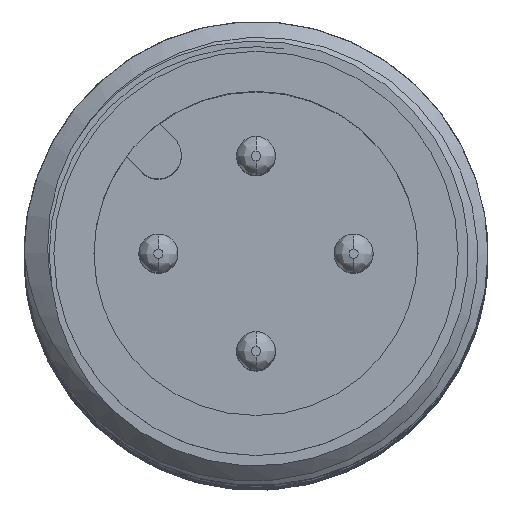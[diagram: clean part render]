
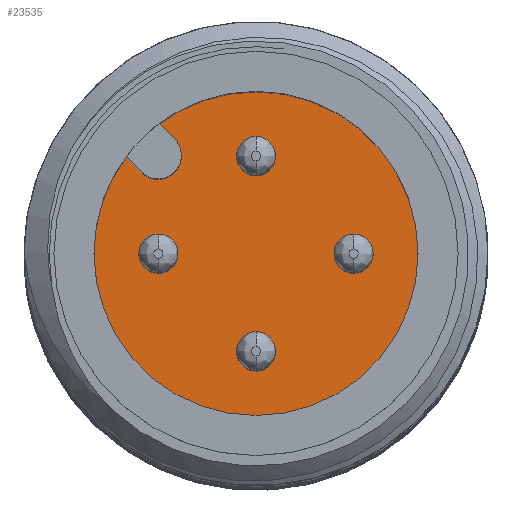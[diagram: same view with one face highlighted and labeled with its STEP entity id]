
A CAD part, top view. The second image highlights one B-rep face of the part: STEP entity #23535.
In plain terms, the highlighted planar face has unit normal (0, 0, 1).
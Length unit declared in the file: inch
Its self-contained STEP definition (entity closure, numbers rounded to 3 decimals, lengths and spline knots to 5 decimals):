
#13081=CARTESIAN_POINT('',(0.,0.,2.56693));
#13082=DIRECTION('',(0.,0.,1.));
#13083=DIRECTION('',(0.,-1.,0.));
#13084=AXIS2_PLACEMENT_3D('',#13081,#13082,#13083);
#13086=CARTESIAN_POINT('',(0.,0.,2.56693));
#13087=DIRECTION('',(0.,0.,-1.));
#13088=DIRECTION('',(0.,-1.,0.));
#13089=AXIS2_PLACEMENT_3D('',#13086,#13087,#13088);
#13099=CARTESIAN_POINT('',(0.,0.,2.56693));
#13100=DIRECTION('',(0.,0.,-1.));
#13101=DIRECTION('',(-0.597,0.802,0.));
#13102=AXIS2_PLACEMENT_3D('',#13099,#13100,#13101);
#13104=DIRECTION('',(0.707,-0.707,0.));
#13105=VECTOR('',#13104,0.02191);
#13106=CARTESIAN_POINT('',(-0.13102,0.09761,
2.56693));
#13107=LINE('',#13106,#13105);
#13108=DIRECTION('',(-0.707,0.707,0.));
#13109=VECTOR('',#13108,0.02191);
#13110=CARTESIAN_POINT('',(-0.08212,0.11553,
2.56693));
#13111=LINE('',#13110,#13109);
#13112=CARTESIAN_POINT('',(0.,0.09843,2.56693));
#13113=DIRECTION('',(0.,0.,1.));
#13114=DIRECTION('',(0.,1.,0.));
#13115=AXIS2_PLACEMENT_3D('',#13112,#13113,#13114);
#13117=CARTESIAN_POINT('',(0.,0.09843,2.56693));
#13118=DIRECTION('',(0.,0.,1.));
#13119=DIRECTION('',(0.,-1.,0.));
#13120=AXIS2_PLACEMENT_3D('',#13117,#13118,#13119);
#13122=CARTESIAN_POINT('',(-0.09843,0.,2.56693));
#13123=DIRECTION('',(0.,0.,1.));
#13124=DIRECTION('',(0.,1.,0.));
#13125=AXIS2_PLACEMENT_3D('',#13122,#13123,#13124);
#13127=CARTESIAN_POINT('',(-0.09843,0.,2.56693));
#13128=DIRECTION('',(0.,0.,1.));
#13129=DIRECTION('',(0.,-1.,0.));
#13130=AXIS2_PLACEMENT_3D('',#13127,#13128,#13129);
#13132=CARTESIAN_POINT('',(0.09843,0.,2.56693));
#13133=DIRECTION('',(0.,0.,1.));
#13134=DIRECTION('',(0.,1.,0.));
#13135=AXIS2_PLACEMENT_3D('',#13132,#13133,#13134);
#13137=CARTESIAN_POINT('',(0.09843,0.,2.56693));
#13138=DIRECTION('',(0.,0.,1.));
#13139=DIRECTION('',(0.,-1.,0.));
#13140=AXIS2_PLACEMENT_3D('',#13137,#13138,#13139);
#13142=CARTESIAN_POINT('',(0.,-0.09843,2.56693));
#13143=DIRECTION('',(0.,0.,1.));
#13144=DIRECTION('',(0.,1.,0.));
#13145=AXIS2_PLACEMENT_3D('',#13142,#13143,#13144);
#13147=CARTESIAN_POINT('',(0.,-0.09843,2.56693));
#13148=DIRECTION('',(0.,0.,1.));
#13149=DIRECTION('',(0.,-1.,0.));
#13150=AXIS2_PLACEMENT_3D('',#13147,#13148,#13149);
#13160=CARTESIAN_POINT('',(-0.09883,0.09883,
2.56693));
#13161=DIRECTION('',(0.,0.,-1.));
#13162=DIRECTION('',(0.707,0.707,0.));
#13163=AXIS2_PLACEMENT_3D('',#13160,#13161,#13162);
#14296=CARTESIAN_POINT('',(0.,-0.16339,2.56693));
#14298=VERTEX_POINT('',#14296);
#14310=CARTESIAN_POINT('',(0.,0.16339,2.56693));
#14312=VERTEX_POINT('',#14310);
#14324=CARTESIAN_POINT('',(0.,0.11811,2.56693));
#14325=CARTESIAN_POINT('',(0.,0.07874,2.56693));
#14326=VERTEX_POINT('',#14324);
#14327=VERTEX_POINT('',#14325);
#14328=CARTESIAN_POINT('',(-0.09843,0.01969,
2.56693));
#14329=CARTESIAN_POINT('',(-0.09843,-0.01969,
2.56693));
#14330=VERTEX_POINT('',#14328);
#14331=VERTEX_POINT('',#14329);
#14332=CARTESIAN_POINT('',(0.09843,0.01969,
2.56693));
#14333=CARTESIAN_POINT('',(0.09843,-0.01969,
2.56693));
#14334=VERTEX_POINT('',#14332);
#14335=VERTEX_POINT('',#14333);
#14336=CARTESIAN_POINT('',(0.,-0.07874,2.56693));
#14337=CARTESIAN_POINT('',(0.,-0.11811,2.56693));
#14338=VERTEX_POINT('',#14336);
#14339=VERTEX_POINT('',#14337);
#14356=CARTESIAN_POINT('',(-0.13102,0.09761,
2.56693));
#14357=VERTEX_POINT('',#14356);
#14358=CARTESIAN_POINT('',(-0.09761,0.13102,
2.56693));
#14359=VERTEX_POINT('',#14358);
#14468=CARTESIAN_POINT('',(-0.08212,0.11553,
2.56693));
#14469=VERTEX_POINT('',#14468);
#14470=CARTESIAN_POINT('',(-0.11553,0.08212,
2.56693));
#14471=VERTEX_POINT('',#14470);
#23495=CARTESIAN_POINT('',(0.,0.,2.56693));
#23496=DIRECTION('',(0.,0.,1.));
#23497=DIRECTION('',(0.,1.,0.));
#23498=AXIS2_PLACEMENT_3D('',#23495,#23496,#23497);
#23499=PLANE('',#23498);
#23501=ORIENTED_EDGE('',*,*,#23500,.T.);
#23503=ORIENTED_EDGE('',*,*,#23502,.F.);
#23505=ORIENTED_EDGE('',*,*,#23504,.T.);
#23506=ORIENTED_EDGE('',*,*,#23484,.T.);
#23507=ORIENTED_EDGE('',*,*,#23466,.F.);
#23508=ORIENTED_EDGE('',*,*,#23479,.T.);
#23509=EDGE_LOOP('',(#23501,#23503,#23505,#23506,#23507,#23508));
#23510=FACE_OUTER_BOUND('',#23509,.F.);
#23512=ORIENTED_EDGE('',*,*,#23511,.T.);
#23514=ORIENTED_EDGE('',*,*,#23513,.T.);
#23515=EDGE_LOOP('',(#23512,#23514));
#23516=FACE_BOUND('',#23515,.F.);
#23518=ORIENTED_EDGE('',*,*,#23517,.T.);
#23520=ORIENTED_EDGE('',*,*,#23519,.T.);
#23521=EDGE_LOOP('',(#23518,#23520));
#23522=FACE_BOUND('',#23521,.F.);
#23524=ORIENTED_EDGE('',*,*,#23523,.T.);
#23526=ORIENTED_EDGE('',*,*,#23525,.T.);
#23527=EDGE_LOOP('',(#23524,#23526));
#23528=FACE_BOUND('',#23527,.F.);
#23530=ORIENTED_EDGE('',*,*,#23529,.T.);
#23532=ORIENTED_EDGE('',*,*,#23531,.T.);
#23533=EDGE_LOOP('',(#23530,#23532));
#23534=FACE_BOUND('',#23533,.F.);
#23535=ADVANCED_FACE('',(#23510,#23516,#23522,#23528,#23534),#23499,.T.);
#13085=CIRCLE('',#13084,0.16339);
#13090=CIRCLE('',#13089,0.16339);
#13103=CIRCLE('',#13102,0.16339);
#13116=CIRCLE('',#13115,0.01969);
#13121=CIRCLE('',#13120,0.01969);
#13126=CIRCLE('',#13125,0.01969);
#13131=CIRCLE('',#13130,0.01969);
#13136=CIRCLE('',#13135,0.01969);
#13141=CIRCLE('',#13140,0.01969);
#13146=CIRCLE('',#13145,0.01969);
#13151=CIRCLE('',#13150,0.01969);
#13164=CIRCLE('',#13163,0.02362);
#23466=EDGE_CURVE('',#14298,#14312,#13085,.T.);
#23479=EDGE_CURVE('',#14298,#14357,#13090,.T.);
#23484=EDGE_CURVE('',#14359,#14312,#13103,.T.);
#23500=EDGE_CURVE('',#14357,#14471,#13107,.T.);
#23502=EDGE_CURVE('',#14469,#14471,#13164,.T.);
#23504=EDGE_CURVE('',#14469,#14359,#13111,.T.);
#23511=EDGE_CURVE('',#14326,#14327,#13116,.T.);
#23513=EDGE_CURVE('',#14327,#14326,#13121,.T.);
#23517=EDGE_CURVE('',#14330,#14331,#13126,.T.);
#23519=EDGE_CURVE('',#14331,#14330,#13131,.T.);
#23523=EDGE_CURVE('',#14334,#14335,#13136,.T.);
#23525=EDGE_CURVE('',#14335,#14334,#13141,.T.);
#23529=EDGE_CURVE('',#14338,#14339,#13146,.T.);
#23531=EDGE_CURVE('',#14339,#14338,#13151,.T.);
